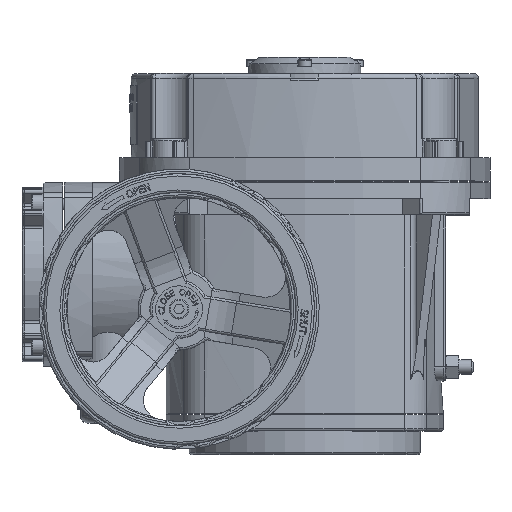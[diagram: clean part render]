
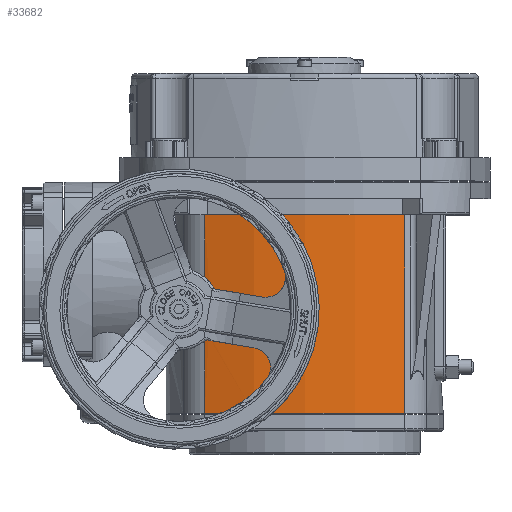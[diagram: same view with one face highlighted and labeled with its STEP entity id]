
A CAD part, top view. The second image highlights one B-rep face of the part: STEP entity #33682.
In plain terms, the highlighted cylindrical face has radius 130 mm (diameter 260 mm), a partial arc.
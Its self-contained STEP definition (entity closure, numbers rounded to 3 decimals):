
#702=B_SPLINE_CURVE_WITH_KNOTS('',3,(#48525,#48526,#48527,#48528,#48529,
#48530,#48531,#48532,#48533,#48534),.UNSPECIFIED.,.F.,.F.,(4,2,2,2,4),(0.,
0.075,0.15,0.23,0.31),
 .UNSPECIFIED.);
#703=B_SPLINE_CURVE_WITH_KNOTS('',3,(#48572,#48573,#48574,#48575,#48576,
#48577,#48578,#48579,#48580,#48581),.UNSPECIFIED.,.F.,.F.,(4,2,2,2,4),(-0.31,
-0.23,-0.15,-0.075,0.),
 .UNSPECIFIED.);
#2131=LINE('',#48568,#4339);
#3164=LINE('',#63200,#5372);
#3215=LINE('',#63613,#5423);
#3216=LINE('',#63615,#5424);
#4339=VECTOR('',#39525,10.);
#5372=VECTOR('',#43308,10.);
#5423=VECTOR('',#43639,10.);
#5424=VECTOR('',#43642,10.);
#6607=CYLINDRICAL_SURFACE('',#36760,130.);
#7913=FACE_OUTER_BOUND('',#9866,.T.);
#9866=EDGE_LOOP('',(#26363,#26364,#26365,#26366,#26367,#26368,#26369,#26370,
#26371,#26372));
#10709=CIRCLE('',#34712,130.);
#11724=CIRCLE('',#36609,130.);
#11725=CIRCLE('',#36611,130.);
#11769=CIRCLE('',#36754,130.);
#12409=VERTEX_POINT('',#47120);
#12410=VERTEX_POINT('',#47122);
#12840=VERTEX_POINT('',#48522);
#12841=VERTEX_POINT('',#48524);
#12856=VERTEX_POINT('',#48567);
#12857=VERTEX_POINT('',#48571);
#14211=VERTEX_POINT('',#63101);
#14212=VERTEX_POINT('',#63105);
#14274=VERTEX_POINT('',#63602);
#14275=VERTEX_POINT('',#63604);
#15546=EDGE_CURVE('',#12409,#12410,#10709,.T.);
#16157=EDGE_CURVE('',#12840,#12841,#702,.F.);
#16174=EDGE_CURVE('',#12856,#12841,#2131,.T.);
#16176=EDGE_CURVE('',#12856,#12857,#703,.F.);
#18342=EDGE_CURVE('',#12840,#14211,#11724,.T.);
#18343=EDGE_CURVE('',#14212,#12857,#11725,.T.);
#18362=EDGE_CURVE('',#14212,#12409,#3164,.T.);
#18467=EDGE_CURVE('',#14275,#14274,#11769,.T.);
#18471=EDGE_CURVE('',#14274,#12410,#3215,.T.);
#18472=EDGE_CURVE('',#14275,#14211,#3216,.T.);
#26363=ORIENTED_EDGE('',*,*,#18342,.T.);
#26364=ORIENTED_EDGE('',*,*,#18472,.F.);
#26365=ORIENTED_EDGE('',*,*,#18467,.T.);
#26366=ORIENTED_EDGE('',*,*,#18471,.T.);
#26367=ORIENTED_EDGE('',*,*,#15546,.F.);
#26368=ORIENTED_EDGE('',*,*,#18362,.F.);
#26369=ORIENTED_EDGE('',*,*,#18343,.T.);
#26370=ORIENTED_EDGE('',*,*,#16176,.F.);
#26371=ORIENTED_EDGE('',*,*,#16174,.T.);
#26372=ORIENTED_EDGE('',*,*,#16157,.F.);
#33682=ADVANCED_FACE('',(#7913),#6607,.T.);
#34712=AXIS2_PLACEMENT_3D('',#47123,#38212,#38213);
#36609=AXIS2_PLACEMENT_3D('',#63103,#43280,#43281);
#36611=AXIS2_PLACEMENT_3D('',#63106,#43284,#43285);
#36754=AXIS2_PLACEMENT_3D('',#63605,#43626,#43627);
#36760=AXIS2_PLACEMENT_3D('',#63614,#43640,#43641);
#38212=DIRECTION('center_axis',(0.,1.,0.));
#38213=DIRECTION('ref_axis',(-0.329,0.,0.944));
#39525=DIRECTION('',(0.,-1.,0.));
#43280=DIRECTION('center_axis',(0.,-1.,0.));
#43281=DIRECTION('ref_axis',(-0.329,0.,0.944));
#43284=DIRECTION('center_axis',(0.,1.,0.));
#43285=DIRECTION('ref_axis',(-0.329,0.,0.944));
#43308=DIRECTION('',(0.,1.,0.));
#43626=DIRECTION('center_axis',(0.,1.,0.));
#43627=DIRECTION('ref_axis',(-0.329,0.,0.944));
#43639=DIRECTION('',(0.,1.,0.));
#43640=DIRECTION('center_axis',(0.,1.,0.));
#43641=DIRECTION('ref_axis',(-0.329,0.,0.944));
#43642=DIRECTION('',(0.,1.,0.));
#47120=CARTESIAN_POINT('',(-42.817,102.5,52.039));
#47122=CARTESIAN_POINT('',(42.817,102.5,52.039));
#47123=CARTESIAN_POINT('Origin',(0.,102.5,-70.707));
#48522=CARTESIAN_POINT('',(-42.793,49.5,52.048));
#48524=CARTESIAN_POINT('',(-40.793,51.5,52.727));
#48525=CARTESIAN_POINT('Ctrl Pts',(-40.793,51.5,52.727));
#48526=CARTESIAN_POINT('Ctrl Pts',(-40.793,51.25,52.727));
#48527=CARTESIAN_POINT('Ctrl Pts',(-40.843,50.984,52.71));
#48528=CARTESIAN_POINT('Ctrl Pts',(-41.043,50.496,52.644));
#48529=CARTESIAN_POINT('Ctrl Pts',(-41.193,50.275,52.594));
#48530=CARTESIAN_POINT('Ctrl Pts',(-41.545,49.916,52.476));
#48531=CARTESIAN_POINT('Ctrl Pts',(-41.774,49.758,52.399));
#48532=CARTESIAN_POINT('Ctrl Pts',(-42.272,49.55,52.228));
#48533=CARTESIAN_POINT('Ctrl Pts',(-42.542,49.5,52.135));
#48534=CARTESIAN_POINT('Ctrl Pts',(-42.793,49.5,52.048));
#48567=CARTESIAN_POINT('',(-40.793,72.5,52.727));
#48568=CARTESIAN_POINT('',(-40.793,17.5,52.727));
#48571=CARTESIAN_POINT('',(-42.793,74.5,52.048));
#48572=CARTESIAN_POINT('Ctrl Pts',(-42.793,74.5,52.048));
#48573=CARTESIAN_POINT('Ctrl Pts',(-42.542,74.5,52.135));
#48574=CARTESIAN_POINT('Ctrl Pts',(-42.272,74.45,52.228));
#48575=CARTESIAN_POINT('Ctrl Pts',(-41.774,74.242,52.399));
#48576=CARTESIAN_POINT('Ctrl Pts',(-41.545,74.084,52.476));
#48577=CARTESIAN_POINT('Ctrl Pts',(-41.193,73.725,52.594));
#48578=CARTESIAN_POINT('Ctrl Pts',(-41.043,73.504,52.644));
#48579=CARTESIAN_POINT('Ctrl Pts',(-40.843,73.016,52.71));
#48580=CARTESIAN_POINT('Ctrl Pts',(-40.793,72.75,52.727));
#48581=CARTESIAN_POINT('Ctrl Pts',(-40.793,72.5,52.727));
#63101=CARTESIAN_POINT('',(-42.817,49.5,52.039));
#63103=CARTESIAN_POINT('Origin',(0.,49.5,-70.707));
#63105=CARTESIAN_POINT('',(-42.817,74.5,52.039));
#63106=CARTESIAN_POINT('Origin',(0.,74.5,-70.707));
#63200=CARTESIAN_POINT('',(-42.817,17.5,52.039));
#63602=CARTESIAN_POINT('',(42.817,17.5,52.039));
#63604=CARTESIAN_POINT('',(-42.817,17.5,52.039));
#63605=CARTESIAN_POINT('Origin',(0.,17.5,-70.707));
#63613=CARTESIAN_POINT('',(42.817,17.5,52.039));
#63614=CARTESIAN_POINT('Origin',(0.,17.5,-70.707));
#63615=CARTESIAN_POINT('',(-42.817,17.5,52.039));
